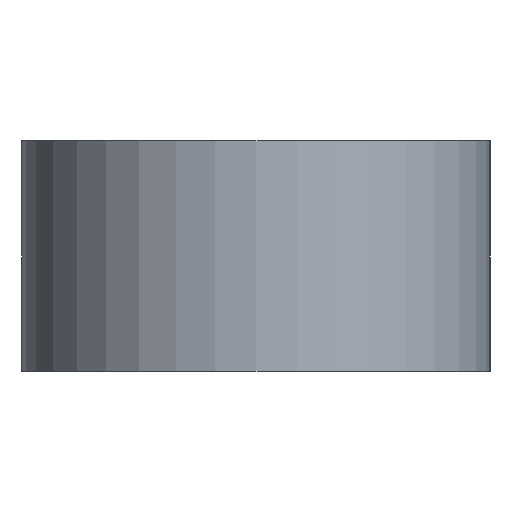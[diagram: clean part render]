
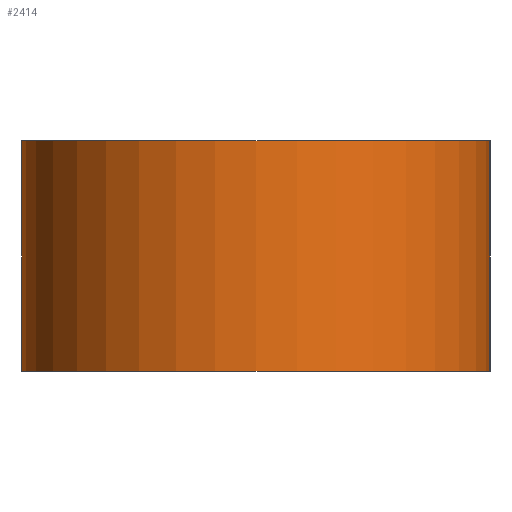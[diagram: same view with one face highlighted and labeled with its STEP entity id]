
A CAD part, left-side view. The second image highlights one B-rep face of the part: STEP entity #2414.
In plain terms, the highlighted cylindrical face has radius 6.2 mm (diameter 12.4 mm), a partial arc.
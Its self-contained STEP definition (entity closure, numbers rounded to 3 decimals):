
#116 = VERTEX_POINT ( 'NONE', #8225 ) ;
#539 = EDGE_CURVE ( 'NONE', #7534, #12881, #6956, .T. ) ;
#966 = EDGE_CURVE ( 'NONE', #116, #12881, #5201, .T. ) ;
#969 = EDGE_CURVE ( 'NONE', #116, #7754, #5135, .T. ) ;
#2414 = ADVANCED_FACE ( 'NONE', ( #18938 ), #18826, .T. ) ;
#4204 = CARTESIAN_POINT ( 'NONE',  ( -57.15, 0., -130.355 ) ) ;
#4640 = AXIS2_PLACEMENT_3D ( 'NONE', #4204, #11658, #10154 ) ;
#4674 = CARTESIAN_POINT ( 'NONE',  ( -57.15, 6.2, -130.355 ) ) ;
#4755 = CARTESIAN_POINT ( 'NONE',  ( -57.15, 0., 3.05 ) ) ;
#5135 = CIRCLE ( 'NONE', #5307, 6.2 ) ;
#5149 = VECTOR ( 'NONE', #10290, 1000. ) ;
#5201 = LINE ( 'NONE', #13251, #5149 ) ;
#5307 = AXIS2_PLACEMENT_3D ( 'NONE', #17843, #8848, #19424 ) ;
#5609 = AXIS2_PLACEMENT_3D ( 'NONE', #4755, #15184, #6207 ) ;
#6207 = DIRECTION ( 'NONE',  ( 1., 0., 0. ) ) ;
#6767 = EDGE_CURVE ( 'NONE', #7754, #7534, #11223, .T. ) ;
#6956 = CIRCLE ( 'NONE', #5609, 6.2 ) ;
#7534 = VERTEX_POINT ( 'NONE', #18736 ) ;
#7754 = VERTEX_POINT ( 'NONE', #19415 ) ;
#8225 = CARTESIAN_POINT ( 'NONE',  ( -57.15, -6.2, -3.05 ) ) ;
#8427 = ORIENTED_EDGE ( 'NONE', *, *, #6767, .F. ) ;
#8848 = DIRECTION ( 'NONE',  ( 0., 0., -1. ) ) ;
#8942 = CARTESIAN_POINT ( 'NONE',  ( -57.15, -6.2, 3.05 ) ) ;
#10154 = DIRECTION ( 'NONE',  ( 1., 0., 0. ) ) ;
#10290 = DIRECTION ( 'NONE',  ( 0., 0., 1. ) ) ;
#11077 = VECTOR ( 'NONE', #16603, 1000. ) ;
#11223 = LINE ( 'NONE', #4674, #11077 ) ;
#11579 = ORIENTED_EDGE ( 'NONE', *, *, #539, .F. ) ;
#11658 = DIRECTION ( 'NONE',  ( 0., 0., 1. ) ) ;
#12881 = VERTEX_POINT ( 'NONE', #8942 ) ;
#13236 = ORIENTED_EDGE ( 'NONE', *, *, #966, .T. ) ;
#13245 = EDGE_LOOP ( 'NONE', ( #8427, #15178, #13236, #11579 ) ) ;
#13251 = CARTESIAN_POINT ( 'NONE',  ( -57.15, -6.2, -130.355 ) ) ;
#15178 = ORIENTED_EDGE ( 'NONE', *, *, #969, .F. ) ;
#15184 = DIRECTION ( 'NONE',  ( 0., 0., 1. ) ) ;
#16603 = DIRECTION ( 'NONE',  ( 0., 0., 1. ) ) ;
#17843 = CARTESIAN_POINT ( 'NONE',  ( -57.15, 0., -3.05 ) ) ;
#18736 = CARTESIAN_POINT ( 'NONE',  ( -57.15, 6.2, 3.05 ) ) ;
#18826 = CYLINDRICAL_SURFACE ( 'NONE', #4640, 6.2 ) ;
#18938 = FACE_OUTER_BOUND ( 'NONE', #13245, .T. ) ;
#19415 = CARTESIAN_POINT ( 'NONE',  ( -57.15, 6.2, -3.05 ) ) ;
#19424 = DIRECTION ( 'NONE',  ( 1., 0., 0. ) ) ;
